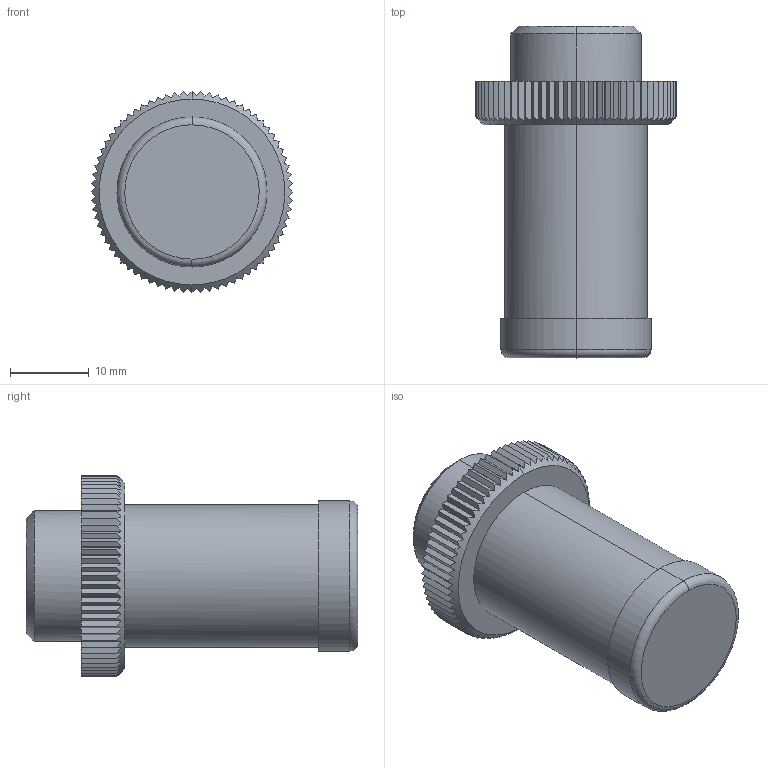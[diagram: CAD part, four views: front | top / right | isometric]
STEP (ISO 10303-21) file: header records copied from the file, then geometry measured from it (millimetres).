
FILE_DESCRIPTION (( 'STEP AP214' ), '1' );
FILE_NAME ('IT-STRAIN10203.STEP', '2018-09-24T08:21:18', ( '' ), ( '' ), 'SwSTEP 2.0', 'SolidWorks 2018', '' );
FILE_SCHEMA (( 'AUTOMOTIVE_DESIGN' ));
Length unit declared in the file: millimetre
Products named in the file (1): IT-STRAIN10203
Bounding box: 25.5 x 42 x 25.5 mm (x, y, z)
Surface area: 4300.7 mm2 (no closed solid volume)
Topology: 0 solids, 3 shells, 207 faces, 604 edges, 402 vertices
Faces by surface type: plane 161, cylinder 40, cone 4, torus 2
Entity records: 7758 total; most frequent: CARTESIAN_POINT 3450, ORIENTED_EDGE 1187, EDGE_CURVE 604, B_SPLINE_CURVE_WITH_KNOTS 604, DIRECTION 416, VERTEX_POINT 402, EDGE_LOOP 211, AXIS2_PLACEMENT_3D 208
